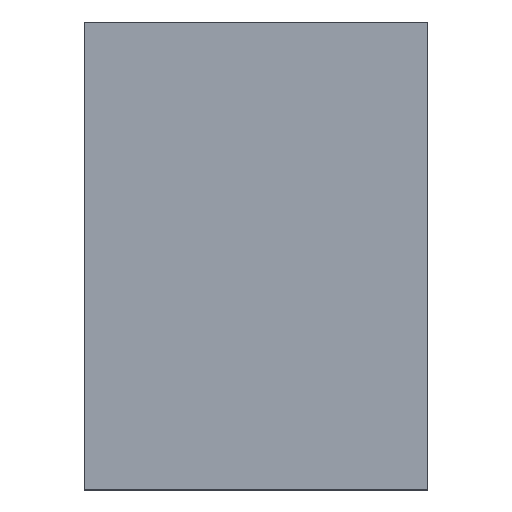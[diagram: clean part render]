
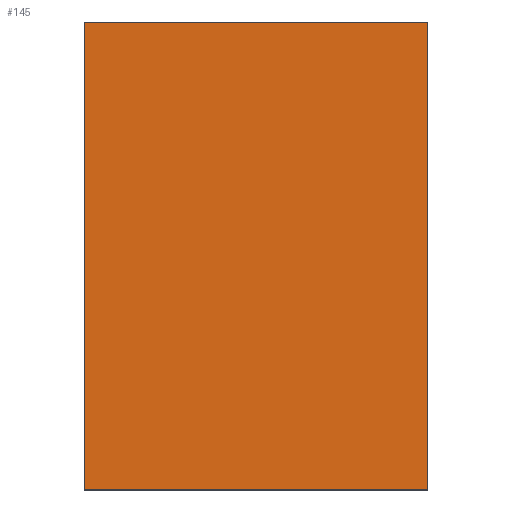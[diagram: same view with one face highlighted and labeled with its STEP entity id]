
A CAD part, top view. The second image highlights one B-rep face of the part: STEP entity #145.
In plain terms, the highlighted planar face has unit normal (0, 0, 1).
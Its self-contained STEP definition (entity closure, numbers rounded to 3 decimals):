
#3 = CARTESIAN_POINT ( 'NONE',  ( -1.25, -1.7, 0.8 ) ) ;
#6 = ORIENTED_EDGE ( 'NONE', *, *, #69, .T. ) ;
#14 = CARTESIAN_POINT ( 'NONE',  ( 1.25, 1.7, 0.8 ) ) ;
#15 = EDGE_CURVE ( 'NONE', #41, #40, #114, .T. ) ;
#18 = PLANE ( 'NONE',  #202 ) ;
#28 = CARTESIAN_POINT ( 'NONE',  ( -1.25, 1.7, 0.8 ) ) ;
#30 = CARTESIAN_POINT ( 'NONE',  ( -1.25, -1.7, 0.8 ) ) ;
#36 = DIRECTION ( 'NONE',  ( 1., 0., 0. ) ) ;
#40 = VERTEX_POINT ( 'NONE', #195 ) ;
#41 = VERTEX_POINT ( 'NONE', #14 ) ;
#42 = LINE ( 'NONE', #3, #98 ) ;
#46 = EDGE_CURVE ( 'NONE', #82, #41, #194, .T. ) ;
#50 = VECTOR ( 'NONE', #142, 1000. ) ;
#58 = DIRECTION ( 'NONE',  ( -1., 0., 0. ) ) ;
#66 = CARTESIAN_POINT ( 'NONE',  ( -1.25, 1.7, 0.8 ) ) ;
#67 = VERTEX_POINT ( 'NONE', #30 ) ;
#69 = EDGE_CURVE ( 'NONE', #40, #67, #113, .T. ) ;
#75 = VECTOR ( 'NONE', #58, 1000. ) ;
#76 = EDGE_LOOP ( 'NONE', ( #102, #201, #6, #152 ) ) ;
#80 = CARTESIAN_POINT ( 'NONE',  ( 0., 0., 0.8 ) ) ;
#82 = VERTEX_POINT ( 'NONE', #138 ) ;
#98 = VECTOR ( 'NONE', #36, 1000. ) ;
#102 = ORIENTED_EDGE ( 'NONE', *, *, #46, .T. ) ;
#103 = DIRECTION ( 'NONE',  ( 0., 1., 0. ) ) ;
#105 = DIRECTION ( 'NONE',  ( 1., 0., 0. ) ) ;
#113 = LINE ( 'NONE', #66, #50 ) ;
#114 = LINE ( 'NONE', #28, #75 ) ;
#117 = CARTESIAN_POINT ( 'NONE',  ( 1.25, 1.7, 0.8 ) ) ;
#138 = CARTESIAN_POINT ( 'NONE',  ( 1.25, -1.7, 0.8 ) ) ;
#142 = DIRECTION ( 'NONE',  ( 0., -1., 0. ) ) ;
#145 = ADVANCED_FACE ( 'NONE', ( #173 ), #18, .T. ) ;
#147 = VECTOR ( 'NONE', #103, 1000. ) ;
#152 = ORIENTED_EDGE ( 'NONE', *, *, #179, .T. ) ;
#173 = FACE_OUTER_BOUND ( 'NONE', #76, .T. ) ;
#179 = EDGE_CURVE ( 'NONE', #67, #82, #42, .T. ) ;
#189 = DIRECTION ( 'NONE',  ( 0., 0., 1. ) ) ;
#194 = LINE ( 'NONE', #117, #147 ) ;
#195 = CARTESIAN_POINT ( 'NONE',  ( -1.25, 1.7, 0.8 ) ) ;
#201 = ORIENTED_EDGE ( 'NONE', *, *, #15, .T. ) ;
#202 = AXIS2_PLACEMENT_3D ( 'NONE', #80, #189, #105 ) ;
